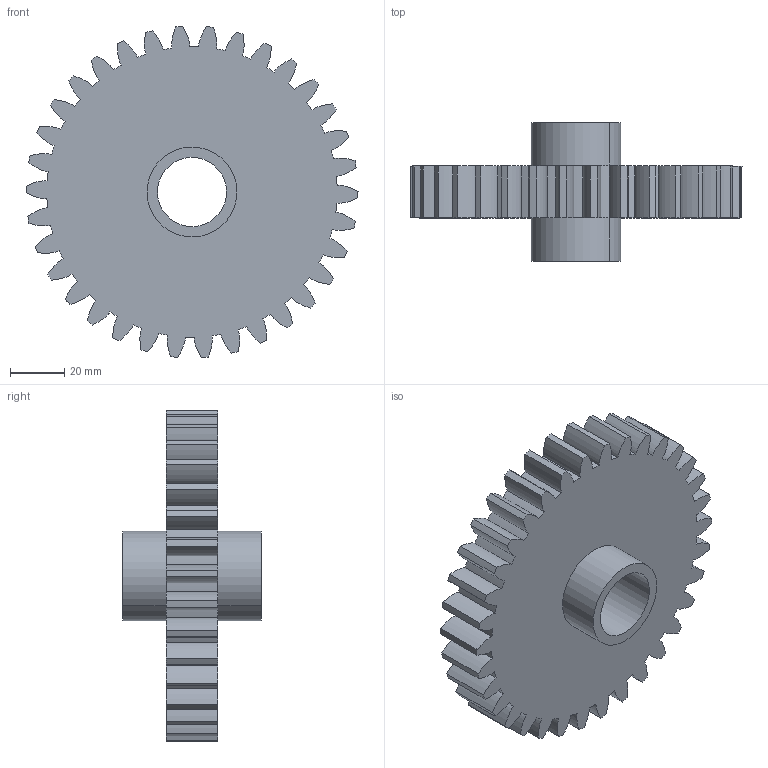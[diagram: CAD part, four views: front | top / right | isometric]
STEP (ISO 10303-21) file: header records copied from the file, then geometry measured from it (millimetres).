
FILE_DESCRIPTION (( 'STEP AP203' ), '1' );
FILE_NAME ('GBSpurGear1_Primary.STEP', '2023-07-27T05:57:25', ( '' ), ( '' ), 'SwSTEP 2.0', 'SolidWorks 2021', '' );
FILE_SCHEMA (( 'CONFIG_CONTROL_DESIGN' ));
Length unit declared in the file: centimetre
Products named in the file (4): Part 6-4; Rear Axle Assembly _1_; Gearbox _1_; GBSpurGear1_Primary
Assembly tree (3 placements, depth 4):
  GBSpurGear1_Primary
    Rear Axle Assembly _1_
      Gearbox _1_
        Part 6-4
Bounding box: 121.92 x 50.8 x 121.73 mm (x, y, z)
Volume: 197611.8 mm3; surface area: 41164.4 mm2
Topology: 1 solids, 1 shells, 147 faces, 429 edges, 286 vertices
Faces by surface type: cylinder 75, bspline 68, plane 4
Entity records: 8467 total; most frequent: CARTESIAN_POINT 4474, ORIENTED_EDGE 858, DIRECTION 617, EDGE_CURVE 429, VERTEX_POINT 286, AXIS2_PLACEMENT_3D 237, EDGE_LOOP 151, CIRCLE 150
